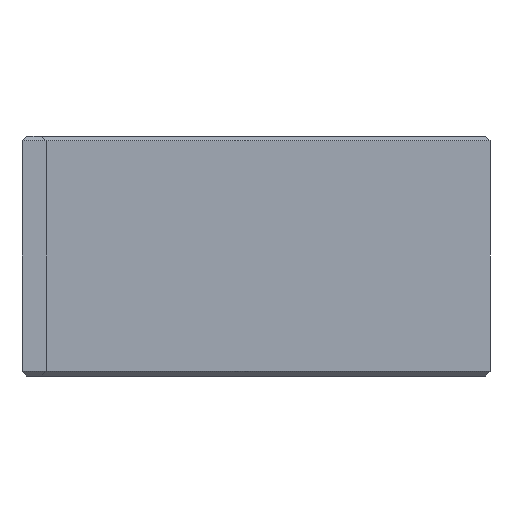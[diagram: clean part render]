
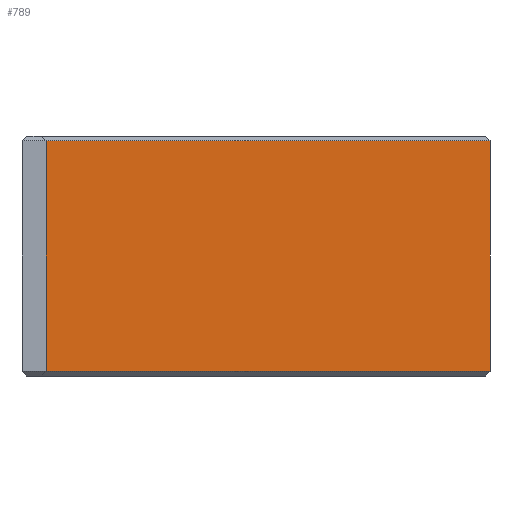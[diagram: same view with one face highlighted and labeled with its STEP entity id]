
A CAD part, front view. The second image highlights one B-rep face of the part: STEP entity #789.
In plain terms, the highlighted planar face has unit normal (0, -1, 0).
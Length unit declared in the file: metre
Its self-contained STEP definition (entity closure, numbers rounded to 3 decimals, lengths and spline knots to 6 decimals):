
#24=ORIENTED_EDGE('',*,*,#246,.F.);
#25=ORIENTED_EDGE('',*,*,#247,.T.);
#26=ORIENTED_EDGE('',*,*,#243,.T.);
#27=ORIENTED_EDGE('',*,*,#248,.T.);
#243=EDGE_CURVE('',#354,#355,#419,.T.);
#246=EDGE_CURVE('',#356,#357,#422,.T.);
#247=EDGE_CURVE('',#356,#354,#423,.T.);
#248=EDGE_CURVE('',#355,#357,#424,.T.);
#354=VERTEX_POINT('',#1131);
#355=VERTEX_POINT('',#1132);
#356=VERTEX_POINT('',#1137);
#357=VERTEX_POINT('',#1138);
#419=LINE('',#1130,#531);
#422=LINE('',#1136,#534);
#423=LINE('',#1139,#535);
#424=LINE('',#1140,#536);
#531=VECTOR('',#914,1.);
#534=VECTOR('',#919,1.);
#535=VECTOR('',#920,1.);
#536=VECTOR('',#921,1.);
#639=EDGE_LOOP('',(#24,#25,#26,#27));
#689=FACE_BOUND('',#639,.T.);
#739=PLANE('',#852);
#789=ADVANCED_FACE('',(#689),#739,.T.);
#852=AXIS2_PLACEMENT_3D('',#1135,#917,#918);
#914=DIRECTION('',(0.,0.,-1.));
#917=DIRECTION('',(0.,-1.,0.));
#918=DIRECTION('',(0.,0.,-1.));
#919=DIRECTION('',(0.,0.,-1.));
#920=DIRECTION('',(-1.,0.,0.));
#921=DIRECTION('',(1.,0.,0.));
#1130=CARTESIAN_POINT('',(0.001,0.035,0.01));
#1131=CARTESIAN_POINT('',(0.001,0.035,0.0098));
#1132=CARTESIAN_POINT('',(0.001,0.035,0.0002));
#1135=CARTESIAN_POINT('',(0.01025,0.035,0.01));
#1136=CARTESIAN_POINT('',(0.0195,0.035,0.01));
#1137=CARTESIAN_POINT('',(0.0195,0.035,0.0098));
#1138=CARTESIAN_POINT('',(0.0195,0.035,0.0002));
#1139=CARTESIAN_POINT('',(0.01025,0.035,0.0098));
#1140=CARTESIAN_POINT('',(0.0195,0.035,0.0002));
